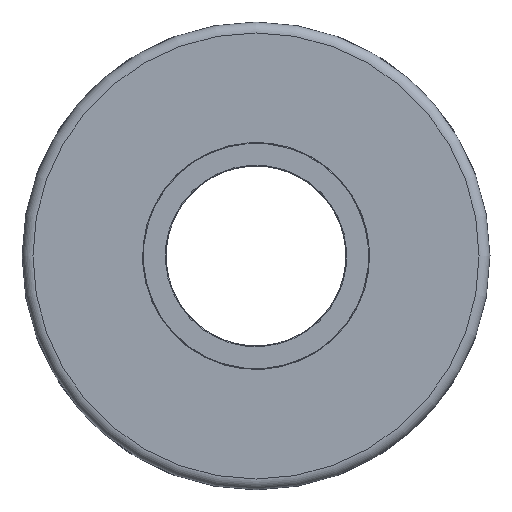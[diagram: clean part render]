
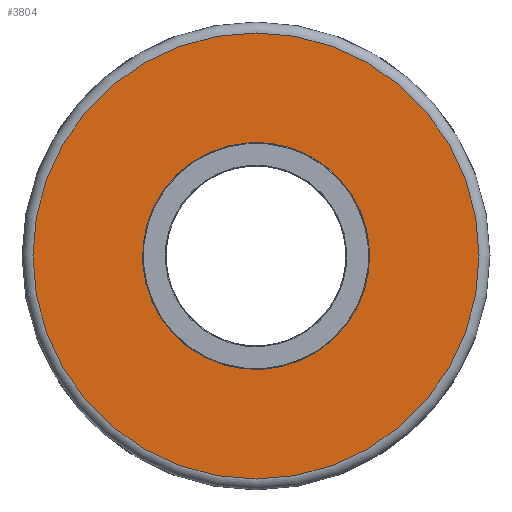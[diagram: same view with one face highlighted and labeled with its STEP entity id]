
A CAD part, left-side view. The second image highlights one B-rep face of the part: STEP entity #3804.
In plain terms, the highlighted planar face has unit normal (-1, 0, 0).
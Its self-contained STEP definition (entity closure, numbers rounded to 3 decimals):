
#60=PLANE('',#4375);
#199=FACE_BOUND('',#538,.T.);
#363=FACE_OUTER_BOUND('',#537,.T.);
#537=EDGE_LOOP('',(#3344,#3345));
#538=EDGE_LOOP('',(#3346,#3347));
#911=CIRCLE('',#4300,31.5);
#912=CIRCLE('',#4301,31.5);
#949=CIRCLE('',#4369,61.959);
#950=CIRCLE('',#4370,61.959);
#1545=VERTEX_POINT('',#7267);
#1546=VERTEX_POINT('',#7269);
#1583=VERTEX_POINT('',#7451);
#1584=VERTEX_POINT('',#7453);
#2115=EDGE_CURVE('',#1545,#1546,#911,.T.);
#2116=EDGE_CURVE('',#1546,#1545,#912,.T.);
#2179=EDGE_CURVE('',#1583,#1584,#949,.T.);
#2180=EDGE_CURVE('',#1584,#1583,#950,.T.);
#3344=ORIENTED_EDGE('',*,*,#2180,.F.);
#3345=ORIENTED_EDGE('',*,*,#2179,.F.);
#3346=ORIENTED_EDGE('',*,*,#2116,.F.);
#3347=ORIENTED_EDGE('',*,*,#2115,.F.);
#3804=ADVANCED_FACE('',(#363,#199),#60,.T.);
#4300=AXIS2_PLACEMENT_3D('',#7270,#5433,#5434);
#4301=AXIS2_PLACEMENT_3D('',#7271,#5435,#5436);
#4369=AXIS2_PLACEMENT_3D('',#7454,#5594,#5595);
#4370=AXIS2_PLACEMENT_3D('',#7455,#5596,#5597);
#4375=AXIS2_PLACEMENT_3D('',#7489,#5606,#5607);
#5433=DIRECTION('center_axis',(-1.,0.,0.));
#5434=DIRECTION('ref_axis',(0.,0.,-1.));
#5435=DIRECTION('center_axis',(-1.,0.,0.));
#5436=DIRECTION('ref_axis',(0.,0.,-1.));
#5594=DIRECTION('center_axis',(1.,0.,0.));
#5595=DIRECTION('ref_axis',(0.,-1.,0.));
#5596=DIRECTION('center_axis',(1.,0.,0.));
#5597=DIRECTION('ref_axis',(0.,-1.,0.));
#5606=DIRECTION('center_axis',(-1.,0.,0.));
#5607=DIRECTION('ref_axis',(0.,0.,1.));
#7267=CARTESIAN_POINT('',(-31.5,2.231,31.421));
#7269=CARTESIAN_POINT('',(-31.5,0.,31.5));
#7270=CARTESIAN_POINT('Origin',(-31.5,0.,0.));
#7271=CARTESIAN_POINT('Origin',(-31.5,0.,0.));
#7451=CARTESIAN_POINT('',(-31.5,0.,61.959));
#7453=CARTESIAN_POINT('',(-31.5,61.959,0.));
#7454=CARTESIAN_POINT('Origin',(-31.5,0.,0.));
#7455=CARTESIAN_POINT('Origin',(-31.5,0.,0.));
#7489=CARTESIAN_POINT('Origin',(-31.5,64.95,0.));
